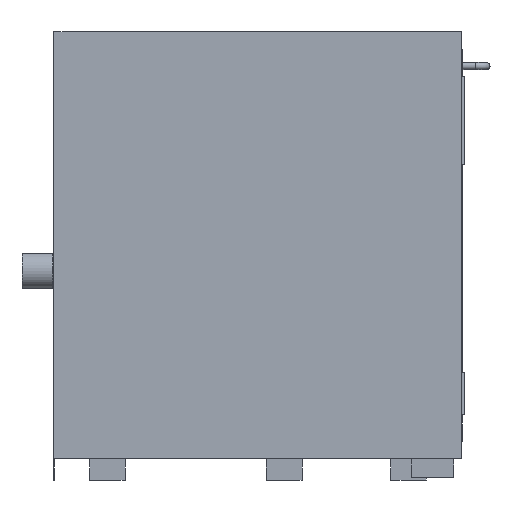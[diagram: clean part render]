
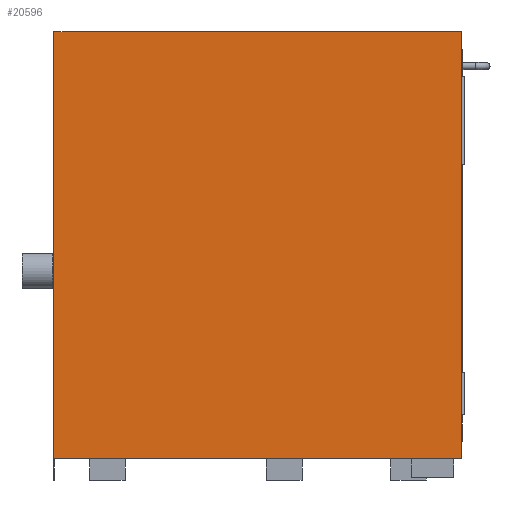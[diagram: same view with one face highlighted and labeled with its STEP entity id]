
A CAD part, left-side view. The second image highlights one B-rep face of the part: STEP entity #20596.
In plain terms, the highlighted planar face has unit normal (-1, 0, 0).
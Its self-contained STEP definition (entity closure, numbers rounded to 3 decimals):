
#2613=FACE_OUTER_BOUND('',#3779,.T.);
#3779=EDGE_LOOP('',(#14565,#14566,#14567,#14568,#14569,#14570));
#5179=LINE('',#27304,#7274);
#5186=LINE('',#27319,#7281);
#5188=LINE('',#27323,#7283);
#5284=LINE('',#27517,#7379);
#5332=LINE('',#27641,#7427);
#5333=LINE('',#27642,#7428);
#7274=VECTOR('',#23022,10.);
#7281=VECTOR('',#23033,10.);
#7283=VECTOR('',#23037,10.);
#7379=VECTOR('',#23205,10.);
#7427=VECTOR('',#23333,10.);
#7428=VECTOR('',#23334,10.);
#9343=VERTEX_POINT('',#27297);
#9346=VERTEX_POINT('',#27302);
#9351=VERTEX_POINT('',#27315);
#9352=VERTEX_POINT('',#27317);
#9353=VERTEX_POINT('',#27321);
#9415=VERTEX_POINT('',#27515);
#11306=EDGE_CURVE('',#9346,#9343,#5179,.T.);
#11313=EDGE_CURVE('',#9351,#9352,#5186,.T.);
#11315=EDGE_CURVE('',#9353,#9352,#5188,.T.);
#11411=EDGE_CURVE('',#9415,#9353,#5284,.T.);
#11467=EDGE_CURVE('',#9343,#9415,#5332,.T.);
#11468=EDGE_CURVE('',#9351,#9346,#5333,.T.);
#14565=ORIENTED_EDGE('',*,*,#11467,.F.);
#14566=ORIENTED_EDGE('',*,*,#11306,.F.);
#14567=ORIENTED_EDGE('',*,*,#11468,.F.);
#14568=ORIENTED_EDGE('',*,*,#11313,.T.);
#14569=ORIENTED_EDGE('',*,*,#11315,.F.);
#14570=ORIENTED_EDGE('',*,*,#11411,.F.);
#19821=PLANE('',#21862);
#20596=ADVANCED_FACE('',(#2613),#19821,.T.);
#21862=AXIS2_PLACEMENT_3D('',#27640,#23331,#23332);
#23022=DIRECTION('',(0.,-1.,0.));
#23033=DIRECTION('',(0.,-1.,0.));
#23037=DIRECTION('',(0.,0.,-1.));
#23205=DIRECTION('',(0.,1.,0.));
#23331=DIRECTION('center_axis',(-1.,0.,0.));
#23332=DIRECTION('ref_axis',(0.,-1.,0.));
#23333=DIRECTION('',(0.,0.,-1.));
#23334=DIRECTION('',(0.,0.,1.));
#27297=CARTESIAN_POINT('',(-701.,-287.,300.44));
#27302=CARTESIAN_POINT('',(-701.,287.,300.44));
#27304=CARTESIAN_POINT('',(-701.,287.,300.44));
#27315=CARTESIAN_POINT('',(-701.,287.,-330.44));
#27317=CARTESIAN_POINT('',(-701.,286.9,-330.44));
#27319=CARTESIAN_POINT('',(-701.,287.,-330.44));
#27321=CARTESIAN_POINT('',(-701.,286.9,-300.44));
#27323=CARTESIAN_POINT('',(-701.,286.9,-330.44));
#27515=CARTESIAN_POINT('',(-701.,-287.,-300.44));
#27517=CARTESIAN_POINT('',(-701.,287.,-300.44));
#27640=CARTESIAN_POINT('Origin',(-701.,287.,0.));
#27641=CARTESIAN_POINT('',(-701.,-287.,0.));
#27642=CARTESIAN_POINT('',(-701.,287.,0.));
